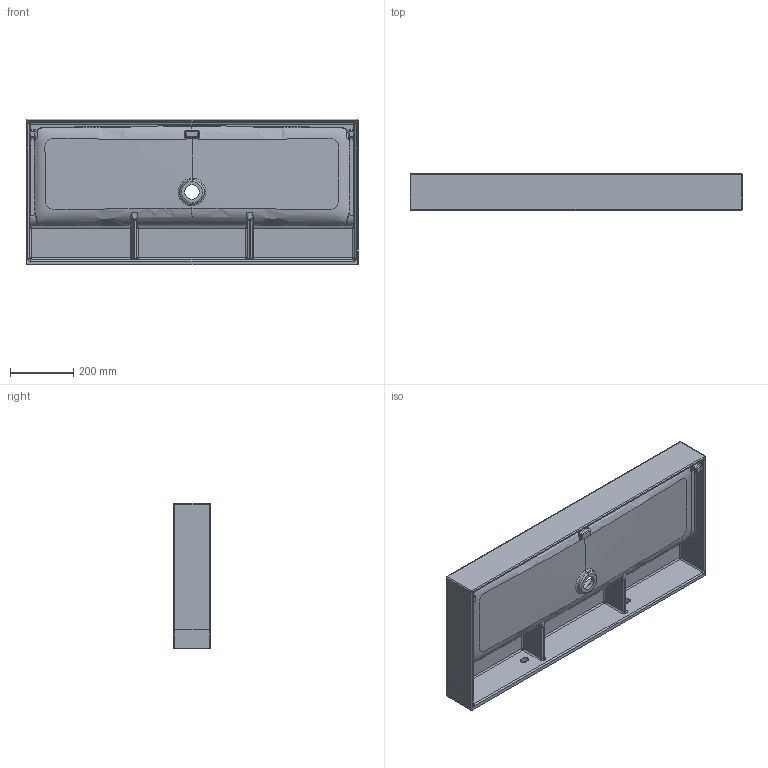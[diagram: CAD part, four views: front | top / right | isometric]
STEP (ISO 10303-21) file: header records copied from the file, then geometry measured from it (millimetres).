
FILE_DESCRIPTION (( 'STEP AP214' ), '1' );
FILE_NAME ('WA013-1050.STEP', '2018-04-16T12:53:22', ( '' ), ( '' ), 'SwSTEP 2.0', 'SolidWorks 2017', '' );
FILE_SCHEMA (( 'AUTOMOTIVE_DESIGN' ));
Products named in the file (1): WA013-1050
Bounding box: 1050 x 116 x 460 mm (x, y, z)
Volume: 10606102.3 mm3; surface area: 1746571.4 mm2
Topology: 1 solids, 1 shells, 421 faces, 1429 edges, 987 vertices
Faces by surface type: bspline 284, cylinder 72, plane 43, sphere 20, cone 2
Entity records: 95732 total; most frequent: CARTESIAN_POINT 87358, ORIENTED_EDGE 2770, EDGE_CURVE 1385, B_SPLINE_CURVE_WITH_KNOTS 1077, VERTEX_POINT 967, EDGE_LOOP 428, FACE_OUTER_BOUND 421, ADVANCED_FACE 421
